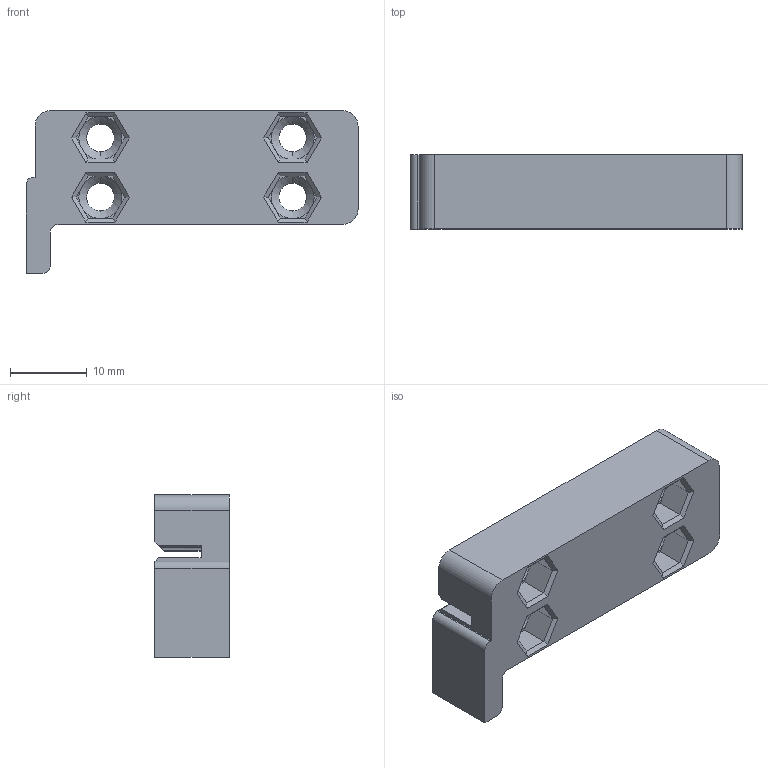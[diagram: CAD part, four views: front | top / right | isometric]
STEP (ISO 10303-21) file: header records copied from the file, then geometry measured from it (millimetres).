
FILE_DESCRIPTION (( 'STEP AP203' ), '1' );
FILE_NAME ('PR2120A_T1_Belt_Clamp_w-Tab_U1.STEP', '2024-02-28T18:11:29', ( '' ), ( '' ), 'SwSTEP 2.0', 'SolidWorks 2022', '' );
FILE_SCHEMA (( 'CONFIG_CONTROL_DESIGN' ));
Length unit declared in the file: millimetre
Products named in the file (1): PR2120A_T1_Belt_Clamp_w-Tab_U1
Bounding box: 43.17 x 9.65 x 21.15 mm (x, y, z)
Volume: 5195.9 mm3; surface area: 3451 mm2
Topology: 1 solids, 1 shells, 215 faces, 606 edges, 393 vertices
Faces by surface type: plane 109, cylinder 98, cone 8
Entity records: 7049 total; most frequent: CARTESIAN_POINT 1595, ORIENTED_EDGE 1212, DIRECTION 1058, EDGE_CURVE 606, VERTEX_POINT 393, LINE 354, VECTOR 354, AXIS2_PLACEMENT_3D 352
